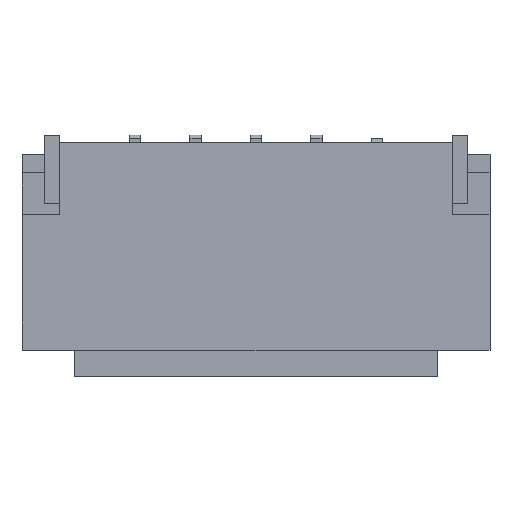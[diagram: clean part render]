
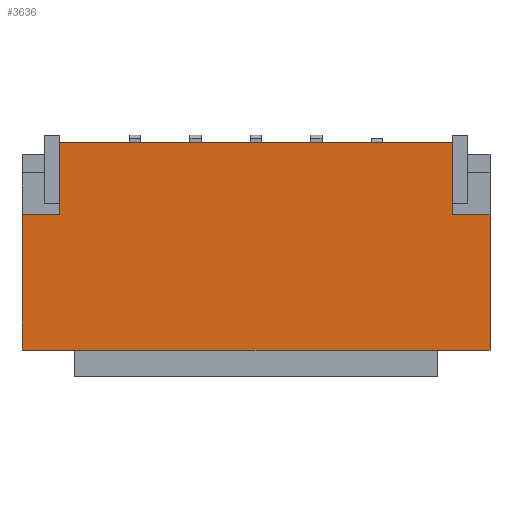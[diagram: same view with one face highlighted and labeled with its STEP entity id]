
A CAD part, top view. The second image highlights one B-rep face of the part: STEP entity #3636.
In plain terms, the highlighted planar face has unit normal (0, 0, 1).
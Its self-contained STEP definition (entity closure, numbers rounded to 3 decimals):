
#368=ORIENTED_EDGE('',*,*,#1380,.F.);
#369=ORIENTED_EDGE('',*,*,#1280,.T.);
#370=ORIENTED_EDGE('',*,*,#1298,.T.);
#371=ORIENTED_EDGE('',*,*,#1381,.T.);
#372=ORIENTED_EDGE('',*,*,#1366,.T.);
#373=ORIENTED_EDGE('',*,*,#1382,.F.);
#374=ORIENTED_EDGE('',*,*,#1320,.F.);
#375=ORIENTED_EDGE('',*,*,#1311,.F.);
#1280=EDGE_CURVE('',#1802,#1801,#2172,.T.);
#1298=EDGE_CURVE('',#1801,#1813,#2190,.T.);
#1311=EDGE_CURVE('',#1818,#1819,#2203,.T.);
#1320=EDGE_CURVE('',#1819,#1823,#2212,.T.);
#1366=EDGE_CURVE('',#1869,#1868,#2258,.T.);
#1380=EDGE_CURVE('',#1802,#1818,#2272,.T.);
#1381=EDGE_CURVE('',#1813,#1869,#2273,.T.);
#1382=EDGE_CURVE('',#1823,#1868,#2274,.T.);
#1801=VERTEX_POINT('',#5148);
#1802=VERTEX_POINT('',#5150);
#1813=VERTEX_POINT('',#5182);
#1818=VERTEX_POINT('',#5203);
#1819=VERTEX_POINT('',#5205);
#1823=VERTEX_POINT('',#5221);
#1868=VERTEX_POINT('',#5321);
#1869=VERTEX_POINT('',#5323);
#2172=LINE('',#5149,#2668);
#2190=LINE('',#5183,#2686);
#2203=LINE('',#5204,#2699);
#2212=LINE('',#5222,#2708);
#2258=LINE('',#5322,#2754);
#2272=LINE('',#5350,#2768);
#2273=LINE('',#5351,#2769);
#2274=LINE('',#5352,#2770);
#2668=VECTOR('',#4159,1000.);
#2686=VECTOR('',#4185,1000.);
#2699=VECTOR('',#4204,1000.);
#2708=VECTOR('',#4221,1000.);
#2754=VECTOR('',#4285,1000.);
#2768=VECTOR('',#4309,1000.);
#2769=VECTOR('',#4310,1000.);
#2770=VECTOR('',#4311,1000.);
#3122=EDGE_LOOP('',(#368,#369,#370,#371,#372,#373,#374,#375));
#3304=FACE_BOUND('',#3122,.T.);
#3485=PLANE('',#3856);
#3636=ADVANCED_FACE('',(#3304),#3485,.F.);
#3856=AXIS2_PLACEMENT_3D('',#5349,#4307,#4308);
#4159=DIRECTION('',(0.,-1.,0.));
#4185=DIRECTION('',(-1.,0.,0.));
#4204=DIRECTION('',(0.,-1.,0.));
#4221=DIRECTION('',(1.,0.,0.));
#4285=DIRECTION('',(1.,0.,0.));
#4307=DIRECTION('',(0.,0.,-1.));
#4308=DIRECTION('',(-1.,0.,0.));
#4309=DIRECTION('',(1.,0.,0.));
#4310=DIRECTION('',(0.,-1.,0.));
#4311=DIRECTION('',(0.,-1.,0.));
#5148=CARTESIAN_POINT('',(-2.6,1.8,0.925));
#5149=CARTESIAN_POINT('',(-2.6,2.75,0.925));
#5150=CARTESIAN_POINT('',(-2.6,2.75,0.925));
#5182=CARTESIAN_POINT('',(-3.1,1.8,0.925));
#5183=CARTESIAN_POINT('',(-2.6,1.8,0.925));
#5203=CARTESIAN_POINT('',(2.6,2.75,0.925));
#5204=CARTESIAN_POINT('',(2.6,2.75,0.925));
#5205=CARTESIAN_POINT('',(2.6,1.8,0.925));
#5221=CARTESIAN_POINT('',(3.1,1.8,0.925));
#5222=CARTESIAN_POINT('',(2.6,1.8,0.925));
#5321=CARTESIAN_POINT('',(3.1,0.,0.925));
#5322=CARTESIAN_POINT('',(-3.1,0.,0.925));
#5323=CARTESIAN_POINT('',(-3.1,0.,0.925));
#5349=CARTESIAN_POINT('',(-3.1,2.75,0.925));
#5350=CARTESIAN_POINT('',(-3.1,2.75,0.925));
#5351=CARTESIAN_POINT('',(-3.1,2.75,0.925));
#5352=CARTESIAN_POINT('',(3.1,2.75,0.925));
